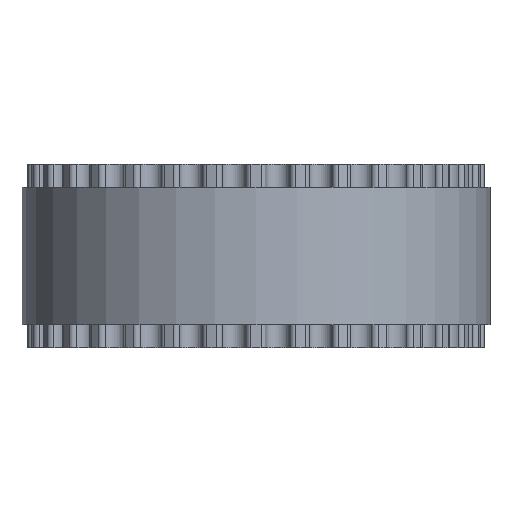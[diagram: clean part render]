
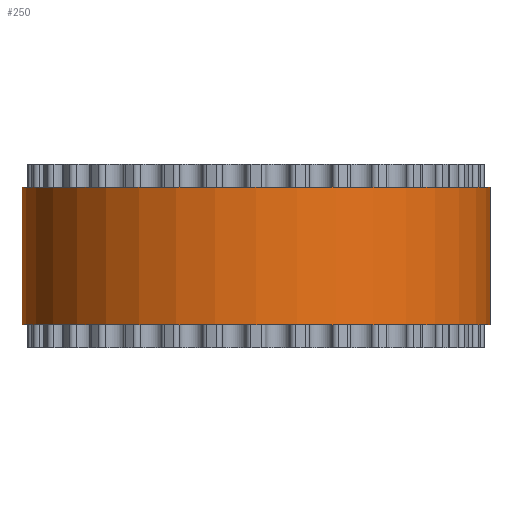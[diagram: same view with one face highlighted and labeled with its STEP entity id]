
A CAD part, front view. The second image highlights one B-rep face of the part: STEP entity #250.
In plain terms, the highlighted cylindrical face has radius 10.186 mm (diameter 20.372 mm), a full revolution.
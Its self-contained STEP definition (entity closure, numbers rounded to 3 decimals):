
#97=FACE_BOUND('',#640,.T.);
#98=FACE_BOUND('',#641,.T.);
#250=ADVANCED_FACE('',(#97,#98),#379,.T.);
#379=CYLINDRICAL_SURFACE('',#2959,10.186);
#640=EDGE_LOOP('',(#1666));
#641=EDGE_LOOP('',(#1667));
#1666=ORIENTED_EDGE('',*,*,#2310,.T.);
#1667=ORIENTED_EDGE('',*,*,#2311,.T.);
#1924=VERTEX_POINT('',#4640);
#1925=VERTEX_POINT('',#4642);
#2310=EDGE_CURVE('',#1924,#1924,#2568,.T.);
#2311=EDGE_CURVE('',#1925,#1925,#2569,.T.);
#2568=CIRCLE('',#2957,10.186);
#2569=CIRCLE('',#2958,10.186);
#2957=AXIS2_PLACEMENT_3D('',#4639,#3862,#3863);
#2958=AXIS2_PLACEMENT_3D('',#4641,#3864,#3865);
#2959=AXIS2_PLACEMENT_3D('',#4643,#3866,#3867);
#3862=DIRECTION('',(0.,0.,1.));
#3863=DIRECTION('',(1.,0.,0.));
#3864=DIRECTION('',(0.,0.,-1.));
#3865=DIRECTION('',(1.,0.,0.));
#3866=DIRECTION('',(0.,0.,1.));
#3867=DIRECTION('',(1.,0.,0.));
#4639=CARTESIAN_POINT('',(0.,0.,1.));
#4640=CARTESIAN_POINT('',(10.186,0.,1.));
#4641=CARTESIAN_POINT('',(0.,0.,7.));
#4642=CARTESIAN_POINT('',(10.186,0.,7.));
#4643=CARTESIAN_POINT('',(0.,0.,1.));
